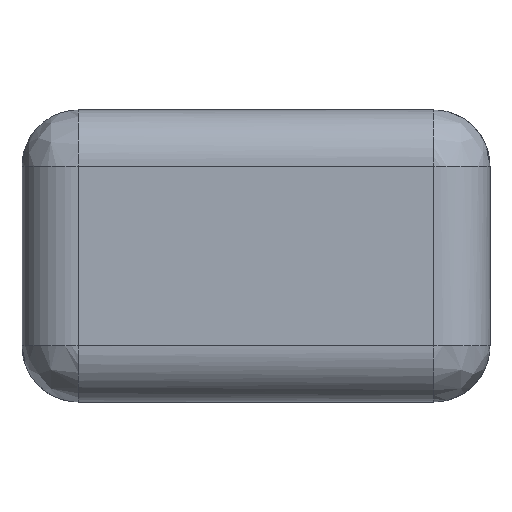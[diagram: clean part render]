
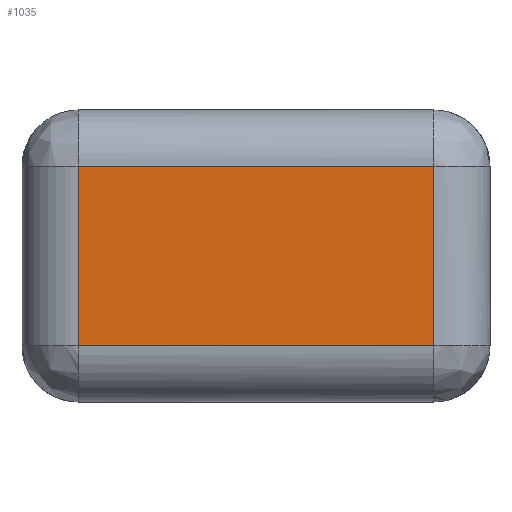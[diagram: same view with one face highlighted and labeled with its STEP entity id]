
A CAD part, left-side view. The second image highlights one B-rep face of the part: STEP entity #1035.
In plain terms, the highlighted planar face has unit normal (-1, 0, 0).
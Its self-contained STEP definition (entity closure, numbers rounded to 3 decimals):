
#589 = VERTEX_POINT('',#590);
#590 = CARTESIAN_POINT('',(-1.,0.475,0.15));
#771 = VERTEX_POINT('',#772);
#772 = CARTESIAN_POINT('',(-1.,-0.475,0.15));
#781 = EDGE_CURVE('',#589,#771,#782,.T.);
#782 = B_SPLINE_CURVE_WITH_KNOTS('',1,(#783,#784),.UNSPECIFIED.,.F.,.F.,
  (2,2),(0.,1.),.PIECEWISE_BEZIER_KNOTS.);
#783 = CARTESIAN_POINT('',(-1.,0.475,0.15));
#784 = CARTESIAN_POINT('',(-1.,-0.475,0.15));
#911 = VERTEX_POINT('',#912);
#912 = CARTESIAN_POINT('',(-1.,0.475,0.63));
#923 = EDGE_CURVE('',#911,#589,#924,.T.);
#924 = B_SPLINE_CURVE_WITH_KNOTS('',1,(#925,#926),.UNSPECIFIED.,.F.,.F.,
  (2,2),(0.,1.),.PIECEWISE_BEZIER_KNOTS.);
#925 = CARTESIAN_POINT('',(-1.,0.475,0.63));
#926 = CARTESIAN_POINT('',(-1.,0.475,0.15));
#1035 = ADVANCED_FACE('',(#1036),#1052,.T.);
#1036 = FACE_BOUND('',#1037,.T.);
#1037 = EDGE_LOOP('',(#1038,#1045,#1046,#1047));
#1038 = ORIENTED_EDGE('',*,*,#1039,.T.);
#1039 = EDGE_CURVE('',#1040,#911,#1042,.T.);
#1040 = VERTEX_POINT('',#1041);
#1041 = CARTESIAN_POINT('',(-1.,-0.475,0.63));
#1042 = B_SPLINE_CURVE_WITH_KNOTS('',1,(#1043,#1044),.UNSPECIFIED.,.F.,
  .F.,(2,2),(0.,1.),.PIECEWISE_BEZIER_KNOTS.);
#1043 = CARTESIAN_POINT('',(-1.,-0.475,0.63));
#1044 = CARTESIAN_POINT('',(-1.,0.475,0.63));
#1045 = ORIENTED_EDGE('',*,*,#923,.T.);
#1046 = ORIENTED_EDGE('',*,*,#781,.T.);
#1047 = ORIENTED_EDGE('',*,*,#1048,.T.);
#1048 = EDGE_CURVE('',#771,#1040,#1049,.T.);
#1049 = B_SPLINE_CURVE_WITH_KNOTS('',1,(#1050,#1051),.UNSPECIFIED.,.F.,
  .F.,(2,2),(0.,1.),.PIECEWISE_BEZIER_KNOTS.);
#1050 = CARTESIAN_POINT('',(-1.,-0.475,0.15));
#1051 = CARTESIAN_POINT('',(-1.,-0.475,0.63));
#1052 = PLANE('',#1053);
#1053 = AXIS2_PLACEMENT_3D('',#1054,#1055,#1056);
#1054 = CARTESIAN_POINT('',(-1.,-0.475,0.15));
#1055 = DIRECTION('',(-1.,0.,0.));
#1056 = DIRECTION('',(0.,0.,-1.));
